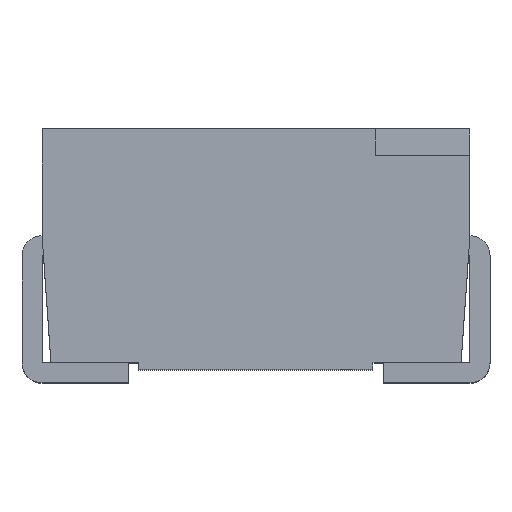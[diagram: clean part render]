
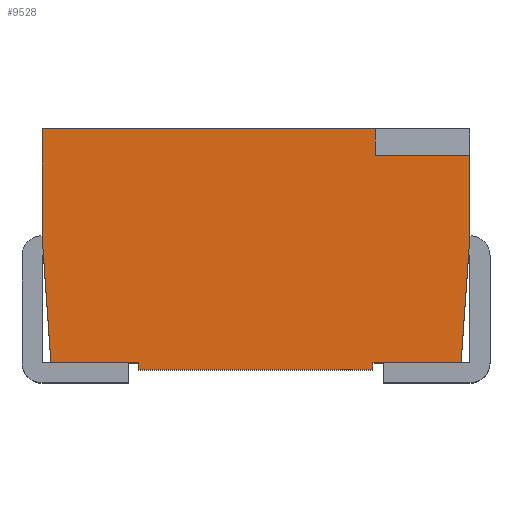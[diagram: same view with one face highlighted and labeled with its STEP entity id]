
A CAD part, top view. The second image highlights one B-rep face of the part: STEP entity #9528.
In plain terms, the highlighted planar face has unit normal (0, 0, 1).
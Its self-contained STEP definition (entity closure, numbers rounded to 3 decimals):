
#3233 = DIRECTION ( 'NONE',  ( 1., 0., 0. ) ) ;
#3237 = DIRECTION ( 'NONE',  ( 0., 0., 1. ) ) ;
#3240 = CARTESIAN_POINT ( 'NONE',  ( 0., -3.289, 1.4 ) ) ;
#3242 = PLANE ( 'NONE',  #4087 ) ;
#4087 = AXIS2_PLACEMENT_3D ( 'NONE', #3240, #3237, #3233 ) ;
#4125 = FACE_OUTER_BOUND ( 'NONE', #10267, .T. ) ;
#7705 = VERTEX_POINT ( 'NONE', #12206 ) ;
#7707 = VERTEX_POINT ( 'NONE', #12199 ) ;
#7723 = VERTEX_POINT ( 'NONE', #12242 ) ;
#7732 = VERTEX_POINT ( 'NONE', #12231 ) ;
#7736 = VERTEX_POINT ( 'NONE', #12225 ) ;
#7746 = VERTEX_POINT ( 'NONE', #12234 ) ;
#7750 = VERTEX_POINT ( 'NONE', #12269 ) ;
#7758 = VERTEX_POINT ( 'NONE', #12264 ) ;
#7765 = VERTEX_POINT ( 'NONE', #12271 ) ;
#7769 = VERTEX_POINT ( 'NONE', #12272 ) ;
#8104 = EDGE_CURVE ( 'NONE', #8710, #8700, #11636, .T. ) ;
#8175 = EDGE_CURVE ( 'NONE', #7769, #7723, #13612, .T. ) ;
#8179 = EDGE_CURVE ( 'NONE', #8710, #7765, #13641, .T. ) ;
#8188 = EDGE_CURVE ( 'NONE', #7746, #7750, #13651, .T. ) ;
#8195 = EDGE_CURVE ( 'NONE', #7765, #7750, #13684, .T. ) ;
#8197 = EDGE_CURVE ( 'NONE', #7769, #7732, #13671, .T. ) ;
#8208 = EDGE_CURVE ( 'NONE', #7707, #7705, #13718, .T. ) ;
#8215 = EDGE_CURVE ( 'NONE', #7758, #7705, #13739, .T. ) ;
#8216 = EDGE_CURVE ( 'NONE', #8700, #7758, #13732, .T. ) ;
#8257 = EDGE_CURVE ( 'NONE', #7723, #7707, #13996, .T. ) ;
#8259 = EDGE_CURVE ( 'NONE', #7736, #7732, #13998, .T. ) ;
#8270 = EDGE_CURVE ( 'NONE', #7736, #7746, #14074, .T. ) ;
#8319 = ORIENTED_EDGE ( 'NONE', *, *, #8175, .F. ) ;
#8320 = ORIENTED_EDGE ( 'NONE', *, *, #8257, .F. ) ;
#8340 = ORIENTED_EDGE ( 'NONE', *, *, #8259, .F. ) ;
#8351 = ORIENTED_EDGE ( 'NONE', *, *, #8215, .T. ) ;
#8364 = ORIENTED_EDGE ( 'NONE', *, *, #8188, .T. ) ;
#8373 = ORIENTED_EDGE ( 'NONE', *, *, #8195, .F. ) ;
#8381 = ORIENTED_EDGE ( 'NONE', *, *, #8179, .F. ) ;
#8388 = ORIENTED_EDGE ( 'NONE', *, *, #8197, .T. ) ;
#8391 = ORIENTED_EDGE ( 'NONE', *, *, #8216, .T. ) ;
#8398 = ORIENTED_EDGE ( 'NONE', *, *, #8104, .T. ) ;
#8403 = ORIENTED_EDGE ( 'NONE', *, *, #8270, .T. ) ;
#8405 = ORIENTED_EDGE ( 'NONE', *, *, #8208, .F. ) ;
#8700 = VERTEX_POINT ( 'NONE', #14447 ) ;
#8710 = VERTEX_POINT ( 'NONE', #14437 ) ;
#9528 = ADVANCED_FACE ( 'NONE', ( #4125 ), #3242, .T. ) ;
#10267 = EDGE_LOOP ( 'NONE', ( #8388, #8340, #8403, #8364, #8373, #8381, #8398, #8391, #8351, #8405, #8320, #8319 ) ) ;
#11613 = DIRECTION ( 'NONE',  ( 1., 0., 0. ) ) ;
#11636 = LINE ( 'NONE', #11644, #13434 ) ;
#11644 = CARTESIAN_POINT ( 'NONE',  ( 0., -0.9, 1.4 ) ) ;
#12199 = CARTESIAN_POINT ( 'NONE',  ( 1.6, 0.1, 1.4 ) ) ;
#12206 = CARTESIAN_POINT ( 'NONE',  ( 1.534, -0.85, 1.4 ) ) ;
#12225 = CARTESIAN_POINT ( 'NONE',  ( -1.6, 0.9, 1.4 ) ) ;
#12231 = CARTESIAN_POINT ( 'NONE',  ( 0.893, 0.9, 1.4 ) ) ;
#12234 = CARTESIAN_POINT ( 'NONE',  ( -1.6, 0.1, 1.4 ) ) ;
#12242 = CARTESIAN_POINT ( 'NONE',  ( 1.6, 0.7, 1.4 ) ) ;
#12264 = CARTESIAN_POINT ( 'NONE',  ( 0.875, -0.85, 1.4 ) ) ;
#12269 = CARTESIAN_POINT ( 'NONE',  ( -1.534, -0.85, 1.4 ) ) ;
#12271 = CARTESIAN_POINT ( 'NONE',  ( -0.875, -0.85, 1.4 ) ) ;
#12272 = CARTESIAN_POINT ( 'NONE',  ( 0.893, 0.7, 1.4 ) ) ;
#12384 = VECTOR ( 'NONE', #13997, 1000. ) ;
#12396 = VECTOR ( 'NONE', #14010, 1000. ) ;
#12403 = VECTOR ( 'NONE', #14073, 1000. ) ;
#13434 = VECTOR ( 'NONE', #11613, 1000. ) ;
#13476 = VECTOR ( 'NONE', #13634, 1000. ) ;
#13488 = VECTOR ( 'NONE', #13624, 1000. ) ;
#13514 = VECTOR ( 'NONE', #13661, 1000. ) ;
#13522 = VECTOR ( 'NONE', #13691, 1000. ) ;
#13532 = VECTOR ( 'NONE', #13669, 1000. ) ;
#13534 = VECTOR ( 'NONE', #13708, 1000. ) ;
#13535 = VECTOR ( 'NONE', #13751, 1000. ) ;
#13541 = VECTOR ( 'NONE', #13734, 1000. ) ;
#13612 = LINE ( 'NONE', #13626, #13488 ) ;
#13624 = DIRECTION ( 'NONE',  ( 1., 0., 0. ) ) ;
#13626 = CARTESIAN_POINT ( 'NONE',  ( -3.449, 0.7, 1.4 ) ) ;
#13633 = CARTESIAN_POINT ( 'NONE',  ( -0.875, -3.289, 1.4 ) ) ;
#13634 = DIRECTION ( 'NONE',  ( 0., 1., 0. ) ) ;
#13641 = LINE ( 'NONE', #13633, #13476 ) ;
#13651 = LINE ( 'NONE', #13659, #13514 ) ;
#13659 = CARTESIAN_POINT ( 'NONE',  ( -1.356, -3.384, 1.4 ) ) ;
#13661 = DIRECTION ( 'NONE',  ( 0.07, -0.998, 0. ) ) ;
#13669 = DIRECTION ( 'NONE',  ( -1., 0., 0. ) ) ;
#13671 = LINE ( 'NONE', #13672, #13522 ) ;
#13672 = CARTESIAN_POINT ( 'NONE',  ( 0.893, 0.7, 1.4 ) ) ;
#13684 = LINE ( 'NONE', #13687, #13532 ) ;
#13687 = CARTESIAN_POINT ( 'NONE',  ( 0., -0.85, 1.4 ) ) ;
#13691 = DIRECTION ( 'NONE',  ( 0., 1., 0. ) ) ;
#13707 = CARTESIAN_POINT ( 'NONE',  ( 1.356, -3.384, 1.4 ) ) ;
#13708 = DIRECTION ( 'NONE',  ( -0.07, -0.998, 0. ) ) ;
#13718 = LINE ( 'NONE', #13707, #13534 ) ;
#13729 = CARTESIAN_POINT ( 'NONE',  ( 0.875, -3.289, 1.4 ) ) ;
#13732 = LINE ( 'NONE', #13729, #13541 ) ;
#13734 = DIRECTION ( 'NONE',  ( 0., 1., 0. ) ) ;
#13739 = LINE ( 'NONE', #13760, #13535 ) ;
#13751 = DIRECTION ( 'NONE',  ( 1., 0., 0. ) ) ;
#13760 = CARTESIAN_POINT ( 'NONE',  ( 0., -0.85, 1.4 ) ) ;
#13990 = CARTESIAN_POINT ( 'NONE',  ( 0., 0.9, 1.4 ) ) ;
#13993 = CARTESIAN_POINT ( 'NONE',  ( 1.6, -3.289, 1.4 ) ) ;
#13996 = LINE ( 'NONE', #13993, #12396 ) ;
#13997 = DIRECTION ( 'NONE',  ( 1., 0., 0. ) ) ;
#13998 = LINE ( 'NONE', #13990, #12384 ) ;
#14010 = DIRECTION ( 'NONE',  ( 0., -1., 0. ) ) ;
#14073 = DIRECTION ( 'NONE',  ( 0., -1., 0. ) ) ;
#14074 = LINE ( 'NONE', #14079, #12403 ) ;
#14079 = CARTESIAN_POINT ( 'NONE',  ( -1.6, -3.289, 1.4 ) ) ;
#14437 = CARTESIAN_POINT ( 'NONE',  ( -0.875, -0.9, 1.4 ) ) ;
#14447 = CARTESIAN_POINT ( 'NONE',  ( 0.875, -0.9, 1.4 ) ) ;
